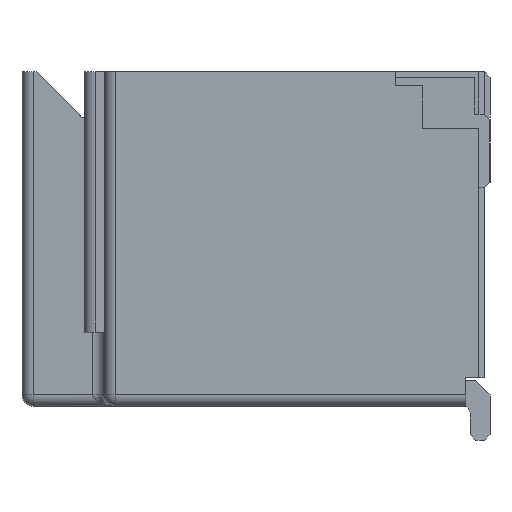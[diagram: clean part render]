
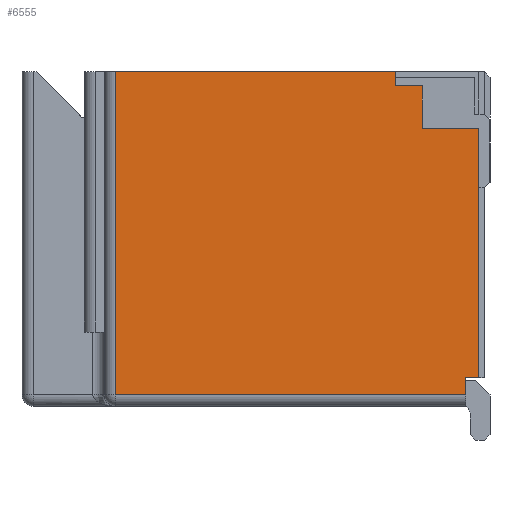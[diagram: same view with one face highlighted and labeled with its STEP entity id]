
A CAD part, left-side view. The second image highlights one B-rep face of the part: STEP entity #6555.
In plain terms, the highlighted planar face has unit normal (-1, 0, 0).
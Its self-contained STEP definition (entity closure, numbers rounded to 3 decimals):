
#2=DIRECTION('',(0.,0.,-1.));
#3=VECTOR('',#2,5.7);
#4=CARTESIAN_POINT('',(-6.5,2.53,2.95));
#5=LINE('',#4,#3);
#6=DIRECTION('',(0.,-1.,0.));
#7=VECTOR('',#6,4.93);
#8=CARTESIAN_POINT('',(-6.5,2.53,2.95));
#9=LINE('',#8,#7);
#10=DIRECTION('',(0.,0.,-1.));
#11=VECTOR('',#10,0.25);
#12=CARTESIAN_POINT('',(-6.5,-2.4,2.95));
#13=LINE('',#12,#11);
#14=DIRECTION('',(0.,-1.,0.));
#15=VECTOR('',#14,0.48);
#16=CARTESIAN_POINT('',(-6.5,-2.4,2.7));
#17=LINE('',#16,#15);
#18=DIRECTION('',(0.,0.,-1.));
#19=VECTOR('',#18,0.75);
#20=CARTESIAN_POINT('',(-6.5,-2.88,2.7));
#21=LINE('',#20,#19);
#22=DIRECTION('',(0.,1.,0.));
#23=VECTOR('',#22,0.99);
#24=CARTESIAN_POINT('',(-6.5,-3.87,1.95));
#25=LINE('',#24,#23);
#26=DIRECTION('',(0.,0.,-1.));
#27=VECTOR('',#26,4.4);
#28=CARTESIAN_POINT('',(-6.5,-3.87,1.95));
#29=LINE('',#28,#27);
#30=DIRECTION('',(0.,1.,0.));
#31=VECTOR('',#30,0.23);
#32=CARTESIAN_POINT('',(-6.5,-3.87,-2.45));
#33=LINE('',#32,#31);
#34=DIRECTION('',(0.,0.,1.));
#35=VECTOR('',#34,0.3);
#36=CARTESIAN_POINT('',(-6.5,-3.64,-2.75));
#37=LINE('',#36,#35);
#38=DIRECTION('',(0.,-1.,0.));
#39=VECTOR('',#38,6.17);
#40=CARTESIAN_POINT('',(-6.5,2.53,-2.75));
#41=LINE('',#40,#39);
#5118=CARTESIAN_POINT('',(-6.5,-3.87,-2.45));
#5119=CARTESIAN_POINT('',(-6.5,-3.64,-2.45));
#5120=VERTEX_POINT('',#5118);
#5121=VERTEX_POINT('',#5119);
#5134=CARTESIAN_POINT('',(-6.5,-3.87,1.95));
#5135=VERTEX_POINT('',#5134);
#5405=CARTESIAN_POINT('',(-6.5,2.53,2.95));
#5407=VERTEX_POINT('',#5405);
#5408=CARTESIAN_POINT('',(-6.5,2.53,-2.75));
#5409=VERTEX_POINT('',#5408);
#5412=CARTESIAN_POINT('',(-6.5,-3.64,-2.75));
#5414=VERTEX_POINT('',#5412);
#5518=CARTESIAN_POINT('',(-6.5,-2.4,2.95));
#5519=VERTEX_POINT('',#5518);
#5526=CARTESIAN_POINT('',(-6.5,-2.4,2.7));
#5527=VERTEX_POINT('',#5526);
#5528=CARTESIAN_POINT('',(-6.5,-2.88,2.7));
#5529=VERTEX_POINT('',#5528);
#5530=CARTESIAN_POINT('',(-6.5,-2.88,1.95));
#5531=VERTEX_POINT('',#5530);
#6528=CARTESIAN_POINT('',(-6.5,0.,0.));
#6529=DIRECTION('',(1.,0.,0.));
#6530=DIRECTION('',(0.,0.,-1.));
#6531=AXIS2_PLACEMENT_3D('',#6528,#6529,#6530);
#6532=PLANE('',#6531);
#6534=ORIENTED_EDGE('',*,*,#6533,.F.);
#6536=ORIENTED_EDGE('',*,*,#6535,.T.);
#6538=ORIENTED_EDGE('',*,*,#6537,.T.);
#6540=ORIENTED_EDGE('',*,*,#6539,.T.);
#6542=ORIENTED_EDGE('',*,*,#6541,.T.);
#6544=ORIENTED_EDGE('',*,*,#6543,.F.);
#6546=ORIENTED_EDGE('',*,*,#6545,.T.);
#6548=ORIENTED_EDGE('',*,*,#6547,.T.);
#6550=ORIENTED_EDGE('',*,*,#6549,.F.);
#6552=ORIENTED_EDGE('',*,*,#6551,.F.);
#6553=EDGE_LOOP('',(#6534,#6536,#6538,#6540,#6542,#6544,#6546,#6548,#6550,
#6552));
#6554=FACE_OUTER_BOUND('',#6553,.F.);
#6555=ADVANCED_FACE('',(#6554),#6532,.F.);
#6533=EDGE_CURVE('',#5407,#5409,#5,.T.);
#6535=EDGE_CURVE('',#5407,#5519,#9,.T.);
#6537=EDGE_CURVE('',#5519,#5527,#13,.T.);
#6539=EDGE_CURVE('',#5527,#5529,#17,.T.);
#6541=EDGE_CURVE('',#5529,#5531,#21,.T.);
#6543=EDGE_CURVE('',#5135,#5531,#25,.T.);
#6545=EDGE_CURVE('',#5135,#5120,#29,.T.);
#6547=EDGE_CURVE('',#5120,#5121,#33,.T.);
#6549=EDGE_CURVE('',#5414,#5121,#37,.T.);
#6551=EDGE_CURVE('',#5409,#5414,#41,.T.);
